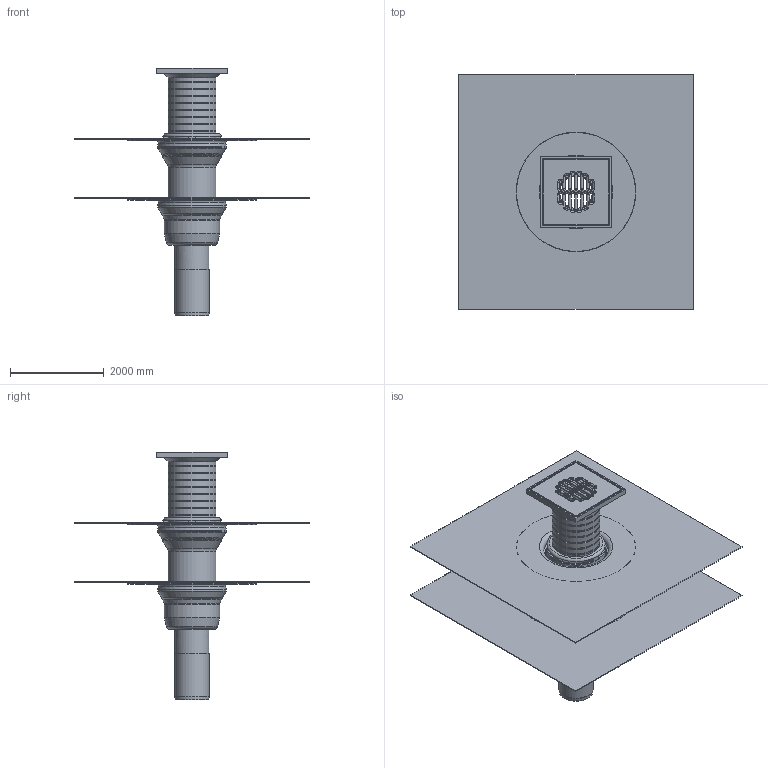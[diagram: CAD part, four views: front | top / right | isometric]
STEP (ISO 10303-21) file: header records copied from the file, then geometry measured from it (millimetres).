
FILE_DESCRIPTION(/* description */ (''),/* implementation_level */ '2;1');
FILE_NAME(/* name */ '16288.070X_3D.stp',/* time_stamp */ '2025-01-06T10:02:34+01:00',/* author */ ('c.rudolph'),/* organization */ (''),/* preprocessor_version */ 'ST-DEVELOPER v20',/* originating_system */ 'AutoCAD Mechanical',/* authorisation */ '');
FILE_SCHEMA (('AUTOMOTIVE_DESIGN { 1 0 10303 214 3 1 1 }'));
Length unit declared in the file: centimetre
Products named in the file (2): Product; *S0
Assembly tree (1 placements, depth 2):
  Product
    *S0
Bounding box: 5000 x 5000 x 5276.83 mm (x, y, z)
Volume: 1641071037.3 mm3; surface area: 180948043.2 mm2
Topology: 15 solids, 17 shells, 596 faces, 1397 edges, 856 vertices
Faces by surface type: plane 230, cylinder 174, torus 118, cone 66, sphere 8
Full cylindrical faces by diameter (mm): 35 x4, 80 x4, 698 x2, 730 x3, 960 x1, 980 x1, 1010 x8, 1020 x10, 1024 x1, 1140 x1, 1150 x2, 1160 x4, 1180 x1, 1200 x6, 1400 x4, 1430 x4, 1460 x2
Entity records: 17650 total; most frequent: CARTESIAN_POINT 3340, DIRECTION 3283, ORIENTED_EDGE 2792, EDGE_CURVE 1396, AXIS2_PLACEMENT_3D 1351, VERTEX_POINT 854, CIRCLE 736, EDGE_LOOP 672
